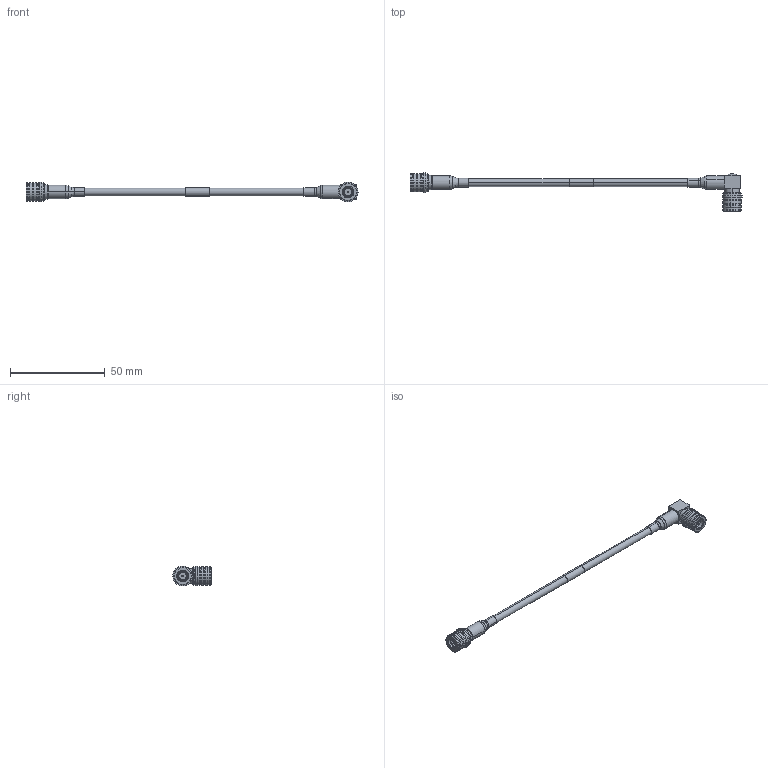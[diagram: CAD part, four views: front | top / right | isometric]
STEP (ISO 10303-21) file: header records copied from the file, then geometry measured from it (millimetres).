
FILE_DESCRIPTION (( 'STEP AP214' ), '1' );
FILE_NAME ('PE3C8006.STEP', '2021-04-12T22:46:52', ( '' ), ( '' ), 'SwSTEP 2.0', 'SolidWorks 2020', '' );
FILE_SCHEMA (( 'AUTOMOTIVE_DESIGN' ));
Length unit declared in the file: millimetre
Products named in the file (5): TFT-402-LF_WITH LABEL; TC-402-QM-LP-PE; TFT-402-MA1; PE3C8006; TC-402-QM-RA-LP-PE
Assembly tree (5 placements, depth 2):
  PE3C8006
    TFT-402-LF_WITH LABEL
    TFT-402-MA1  x2
    TC-402-QM-LP-PE
    TC-402-QM-RA-LP-PE
Bounding box: 174.92 x 20.29 x 10.49 mm (x, y, z)
Volume: 3957.9 mm3; surface area: 5446.7 mm2
Topology: 5 solids, 7 shells, 479 faces, 1196 edges, 757 vertices
Faces by surface type: plane 160, cylinder 151, cone 92, torus 70, sphere 6
Entity records: 14655 total; most frequent: CARTESIAN_POINT 3265, DIRECTION 2440, ORIENTED_EDGE 2300, EDGE_CURVE 1150, AXIS2_PLACEMENT_3D 989, VERTEX_POINT 733, CIRCLE 524, EDGE_LOOP 505
